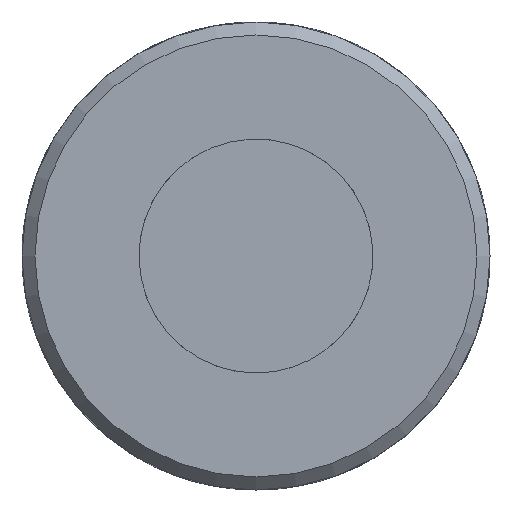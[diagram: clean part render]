
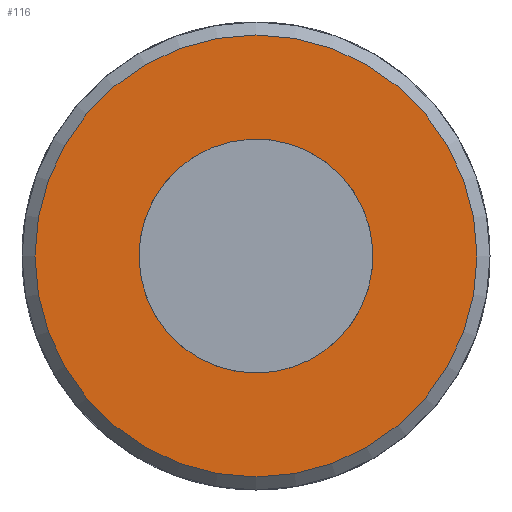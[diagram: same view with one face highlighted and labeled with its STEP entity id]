
A CAD part, left-side view. The second image highlights one B-rep face of the part: STEP entity #116.
In plain terms, the highlighted planar face has unit normal (-1, 0, 0).
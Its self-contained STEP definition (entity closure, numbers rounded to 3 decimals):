
#116 = ADVANCED_FACE( '', ( #232, #233 ), #234, .F. );
#232 = FACE_OUTER_BOUND( '', #378, .T. );
#233 = FACE_BOUND( '', #379, .T. );
#234 = PLANE( '', #380 );
#378 = EDGE_LOOP( '', ( #521 ) );
#379 = EDGE_LOOP( '', ( #522 ) );
#380 = AXIS2_PLACEMENT_3D( '', #523, #524, #525 );
#521 = ORIENTED_EDGE( '', *, *, #788, .F. );
#522 = ORIENTED_EDGE( '', *, *, #789, .T. );
#523 = CARTESIAN_POINT( '', ( 0., 0., 0. ) );
#524 = DIRECTION( '', ( 1., 0., 0. ) );
#525 = DIRECTION( '', ( 0., 0., -1. ) );
#788 = EDGE_CURVE( '', #895, #895, #896, .T. );
#789 = EDGE_CURVE( '', #897, #897, #898, .T. );
#895 = VERTEX_POINT( '', #1046 );
#896 = CIRCLE( '', #1047, 17. );
#897 = VERTEX_POINT( '', #1048 );
#898 = CIRCLE( '', #1049, 9. );
#1046 = CARTESIAN_POINT( '', ( 0., 0., -17. ) );
#1047 = AXIS2_PLACEMENT_3D( '', #1625, #1626, #1627 );
#1048 = CARTESIAN_POINT( '', ( 0., 0., -9. ) );
#1049 = AXIS2_PLACEMENT_3D( '', #1628, #1629, #1630 );
#1625 = CARTESIAN_POINT( '', ( 0., 0., 0. ) );
#1626 = DIRECTION( '', ( 1., 0., 0. ) );
#1627 = DIRECTION( '', ( 0., 0., -1. ) );
#1628 = CARTESIAN_POINT( '', ( 0., 0., 0. ) );
#1629 = DIRECTION( '', ( 1., 0., 0. ) );
#1630 = DIRECTION( '', ( 0., 0., -1. ) );
